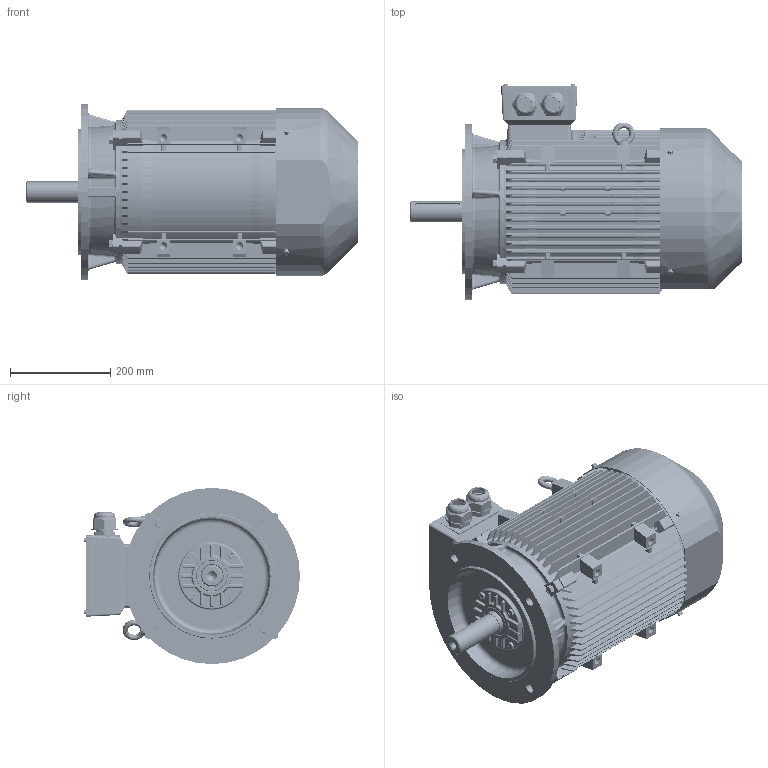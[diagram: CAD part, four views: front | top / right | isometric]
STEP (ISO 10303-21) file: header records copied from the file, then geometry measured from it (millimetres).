
FILE_DESCRIPTION (( 'STEP AP214' ), '1' );
FILE_NAME ('YE4-160M-4.6.8-B5.STEP', '2022-08-05T02:36:01', ( '微软用户' ), ( '微软中国' ), 'SwSTEP 2.0', 'SolidWorks 2016', '' );
FILE_SCHEMA (( 'AUTOMOTIVE_DESIGN' ));
Length unit declared in the file: millimetre
Products named in the file (1): YE4-160M-4.6.8-B5
Bounding box: 663 x 431 x 352 mm (x, y, z)
Surface area: 2830092.4 mm2 (no closed solid volume)
Topology: 0 solids, 64 shells, 5808 faces, 14981 edges, 9244 vertices
Faces by surface type: plane 1812, cylinder 1666, bspline 958, torus 596, cone 538, sphere 238
Entity records: 313177 total; most frequent: CARTESIAN_POINT 115290, ORIENTED_EDGE 29546, DIRECTION 25828, EDGE_CURVE 14785, AXIS2_PLACEMENT_3D 9890, VERTEX_POINT 9220, EDGE_LOOP 6423, VECTOR 6048
